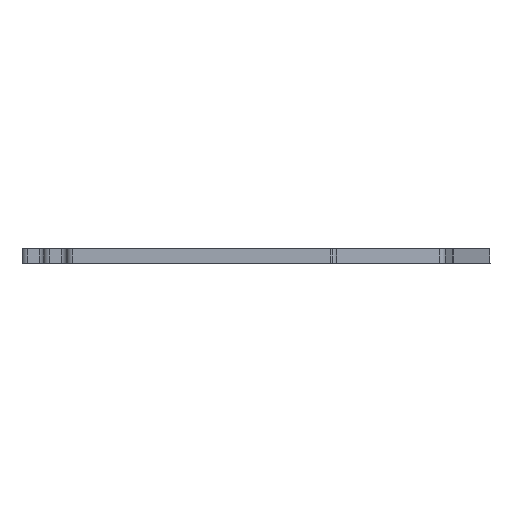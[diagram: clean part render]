
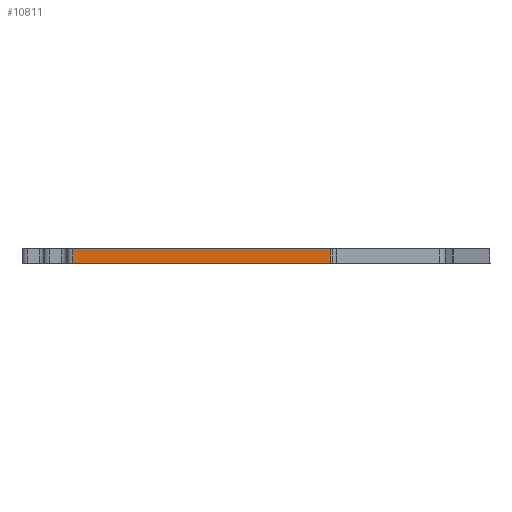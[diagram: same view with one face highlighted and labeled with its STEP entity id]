
A CAD part, left-side view. The second image highlights one B-rep face of the part: STEP entity #10811.
In plain terms, the highlighted planar face has unit normal (-1, 0, 0).
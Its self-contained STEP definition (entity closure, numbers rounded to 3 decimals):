
#7303=CARTESIAN_POINT('',(-132.854,-15.45,11.));
#7304=VERTEX_POINT('',#7303);
#7312=CARTESIAN_POINT('',(-132.846,39.2,11.));
#7313=VERTEX_POINT('',#7312);
#7314=CARTESIAN_POINT('',(-132.854,-15.45,11.));
#7315=DIRECTION('',(0.,1.,0.));
#7316=VECTOR('',#7315,54.65);
#7317=LINE('',#7314,#7316);
#7318=EDGE_CURVE('',#7304,#7313,#7317,.T.);
#10244=CARTESIAN_POINT('',(-132.846,39.2,14.));
#10245=VERTEX_POINT('',#10244);
#10253=CARTESIAN_POINT('',(-132.854,-15.45,14.));
#10254=VERTEX_POINT('',#10253);
#10255=CARTESIAN_POINT('',(-132.854,-15.45,14.));
#10256=DIRECTION('',(0.,1.,-0.));
#10257=VECTOR('',#10256,54.65);
#10258=LINE('',#10255,#10257);
#10259=EDGE_CURVE('',#10254,#10245,#10258,.T.);
#10790=CARTESIAN_POINT('',(-132.85,11.875,14.));
#10791=DIRECTION('',(-1.,0.,0.));
#10792=DIRECTION('',(0.,-1.,0.));
#10793=AXIS2_PLACEMENT_3D('',#10790,#10791,#10792);
#10794=PLANE('',#10793);
#10795=ORIENTED_EDGE('',*,*,#10259,.T.);
#10796=CARTESIAN_POINT('',(-132.846,39.2,14.));
#10797=DIRECTION('',(-0.,-0.,-1.));
#10798=VECTOR('',#10797,3.);
#10799=LINE('',#10796,#10798);
#10800=EDGE_CURVE('',#10245,#7313,#10799,.T.);
#10801=ORIENTED_EDGE('',*,*,#10800,.T.);
#10802=ORIENTED_EDGE('',*,*,#7318,.F.);
#10803=CARTESIAN_POINT('',(-132.854,-15.45,11.));
#10804=DIRECTION('',(0.,0.,1.));
#10805=VECTOR('',#10804,3.);
#10806=LINE('',#10803,#10805);
#10807=EDGE_CURVE('',#7304,#10254,#10806,.T.);
#10808=ORIENTED_EDGE('',*,*,#10807,.T.);
#10809=EDGE_LOOP('',(#10795,#10801,#10802,#10808));
#10810=FACE_BOUND('',#10809,.T.);
#10811=ADVANCED_FACE('',(#10810),#10794,.T.);
